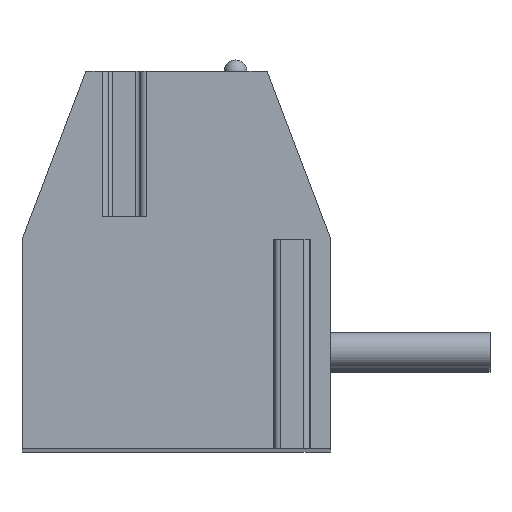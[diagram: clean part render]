
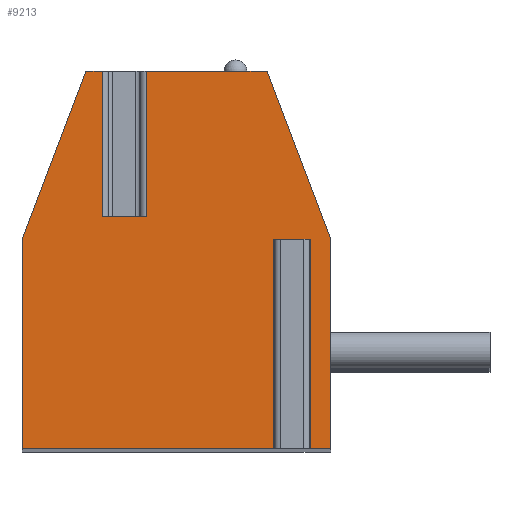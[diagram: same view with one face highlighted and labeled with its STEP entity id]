
A CAD part, top view. The second image highlights one B-rep face of the part: STEP entity #9213.
In plain terms, the highlighted planar face has unit normal (0, 0, 1).
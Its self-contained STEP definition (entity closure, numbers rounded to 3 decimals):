
#14=DIRECTION('',(0.,1.,0.));
#15=VECTOR('',#14,3.2);
#16=CARTESIAN_POINT('',(-1.636,1.,47.625));
#17=LINE('',#16,#15);
#18=DIRECTION('',(1.,0.,0.));
#19=VECTOR('',#18,0.972);
#20=CARTESIAN_POINT('',(-1.636,1.,47.625));
#21=LINE('',#20,#19);
#22=DIRECTION('',(0.,1.,0.));
#23=VECTOR('',#22,3.2);
#24=CARTESIAN_POINT('',(-0.664,1.,47.625));
#25=LINE('',#24,#23);
#26=DIRECTION('',(-1.,0.,0.));
#27=VECTOR('',#26,2.659);
#28=CARTESIAN_POINT('',(1.995,4.2,47.625));
#29=LINE('',#28,#27);
#30=DIRECTION('',(-0.355,0.935,0.));
#31=VECTOR('',#30,3.958);
#32=CARTESIAN_POINT('',(3.4,0.5,47.625));
#33=LINE('',#32,#31);
#34=DIRECTION('',(0.,1.,0.));
#35=VECTOR('',#34,4.6);
#36=CARTESIAN_POINT('',(3.4,-4.1,47.625));
#37=LINE('',#36,#35);
#38=DIRECTION('',(1.,0.,0.));
#39=VECTOR('',#38,0.625);
#40=CARTESIAN_POINT('',(2.775,-4.1,47.625));
#41=LINE('',#40,#39);
#42=DIRECTION('',(0.,1.,0.));
#43=VECTOR('',#42,4.6);
#44=CARTESIAN_POINT('',(2.775,-4.1,47.625));
#45=LINE('',#44,#43);
#46=DIRECTION('',(-1.,0.,0.));
#47=VECTOR('',#46,0.45);
#48=CARTESIAN_POINT('',(2.775,0.5,47.625));
#49=LINE('',#48,#47);
#50=DIRECTION('',(0.,1.,0.));
#51=VECTOR('',#50,4.6);
#52=CARTESIAN_POINT('',(2.325,-4.1,47.625));
#53=LINE('',#52,#51);
#54=DIRECTION('',(1.,0.,0.));
#55=VECTOR('',#54,5.725);
#56=CARTESIAN_POINT('',(-3.4,-4.1,47.625));
#57=LINE('',#56,#55);
#58=DIRECTION('',(0.,-1.,0.));
#59=VECTOR('',#58,4.6);
#60=CARTESIAN_POINT('',(-3.4,0.5,47.625));
#61=LINE('',#60,#59);
#62=DIRECTION('',(-0.355,-0.935,0.));
#63=VECTOR('',#62,3.958);
#64=CARTESIAN_POINT('',(-1.995,4.2,47.625));
#65=LINE('',#64,#63);
#66=DIRECTION('',(-1.,0.,0.));
#67=VECTOR('',#66,0.359);
#68=CARTESIAN_POINT('',(-1.636,4.2,47.625));
#69=LINE('',#68,#67);
#7236=CARTESIAN_POINT('',(-1.995,4.2,47.625));
#7237=CARTESIAN_POINT('',(-3.4,0.5,47.625));
#7238=VERTEX_POINT('',#7236);
#7239=VERTEX_POINT('',#7237);
#7240=CARTESIAN_POINT('',(-3.4,-4.1,47.625));
#7241=VERTEX_POINT('',#7240);
#7242=CARTESIAN_POINT('',(3.4,-4.1,47.625));
#7243=CARTESIAN_POINT('',(3.4,0.5,47.625));
#7244=VERTEX_POINT('',#7242);
#7245=VERTEX_POINT('',#7243);
#7246=CARTESIAN_POINT('',(1.995,4.2,47.625));
#7247=VERTEX_POINT('',#7246);
#7284=CARTESIAN_POINT('',(2.775,0.5,47.625));
#7285=CARTESIAN_POINT('',(2.325,0.5,47.625));
#7286=VERTEX_POINT('',#7284);
#7287=VERTEX_POINT('',#7285);
#7288=CARTESIAN_POINT('',(2.325,-4.1,47.625));
#7289=VERTEX_POINT('',#7288);
#7290=CARTESIAN_POINT('',(2.775,-4.1,47.625));
#7291=VERTEX_POINT('',#7290);
#7352=CARTESIAN_POINT('',(-1.636,1.,47.625));
#7353=CARTESIAN_POINT('',(-1.636,4.2,47.625));
#7354=VERTEX_POINT('',#7352);
#7355=VERTEX_POINT('',#7353);
#7356=CARTESIAN_POINT('',(-0.664,1.,47.625));
#7357=CARTESIAN_POINT('',(-0.664,4.2,47.625));
#7358=VERTEX_POINT('',#7356);
#7359=VERTEX_POINT('',#7357);
#9178=CARTESIAN_POINT('',(0.,0.,47.625));
#9179=DIRECTION('',(0.,0.,1.));
#9180=DIRECTION('',(1.,0.,0.));
#9181=AXIS2_PLACEMENT_3D('',#9178,#9179,#9180);
#9182=PLANE('',#9181);
#9184=ORIENTED_EDGE('',*,*,#9183,.F.);
#9186=ORIENTED_EDGE('',*,*,#9185,.T.);
#9188=ORIENTED_EDGE('',*,*,#9187,.T.);
#9190=ORIENTED_EDGE('',*,*,#9189,.F.);
#9192=ORIENTED_EDGE('',*,*,#9191,.F.);
#9194=ORIENTED_EDGE('',*,*,#9193,.F.);
#9196=ORIENTED_EDGE('',*,*,#9195,.F.);
#9198=ORIENTED_EDGE('',*,*,#9197,.T.);
#9200=ORIENTED_EDGE('',*,*,#9199,.T.);
#9202=ORIENTED_EDGE('',*,*,#9201,.F.);
#9204=ORIENTED_EDGE('',*,*,#9203,.F.);
#9206=ORIENTED_EDGE('',*,*,#9205,.F.);
#9208=ORIENTED_EDGE('',*,*,#9207,.F.);
#9210=ORIENTED_EDGE('',*,*,#9209,.F.);
#9211=EDGE_LOOP('',(#9184,#9186,#9188,#9190,#9192,#9194,#9196,#9198,#9200,#9202,
#9204,#9206,#9208,#9210));
#9212=FACE_OUTER_BOUND('',#9211,.F.);
#9183=EDGE_CURVE('',#7354,#7355,#17,.T.);
#9185=EDGE_CURVE('',#7354,#7358,#21,.T.);
#9187=EDGE_CURVE('',#7358,#7359,#25,.T.);
#9189=EDGE_CURVE('',#7247,#7359,#29,.T.);
#9191=EDGE_CURVE('',#7245,#7247,#33,.T.);
#9193=EDGE_CURVE('',#7244,#7245,#37,.T.);
#9195=EDGE_CURVE('',#7291,#7244,#41,.T.);
#9197=EDGE_CURVE('',#7291,#7286,#45,.T.);
#9199=EDGE_CURVE('',#7286,#7287,#49,.T.);
#9201=EDGE_CURVE('',#7289,#7287,#53,.T.);
#9203=EDGE_CURVE('',#7241,#7289,#57,.T.);
#9205=EDGE_CURVE('',#7239,#7241,#61,.T.);
#9207=EDGE_CURVE('',#7238,#7239,#65,.T.);
#9209=EDGE_CURVE('',#7355,#7238,#69,.T.);
#9213=ADVANCED_FACE('',(#9212),#9182,.T.);
